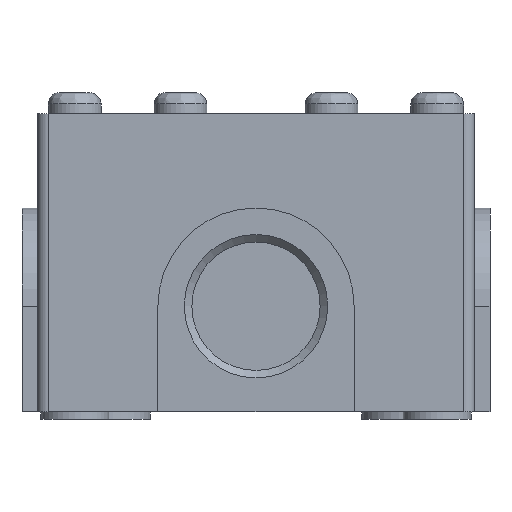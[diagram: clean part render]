
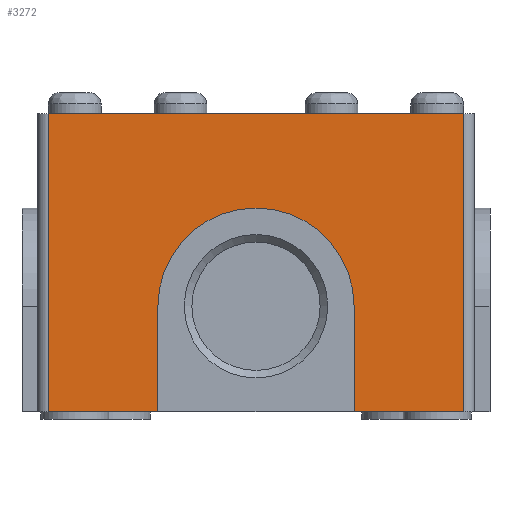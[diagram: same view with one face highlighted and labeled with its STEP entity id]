
A CAD part, front view. The second image highlights one B-rep face of the part: STEP entity #3272.
In plain terms, the highlighted planar face has unit normal (0, -1, 0).
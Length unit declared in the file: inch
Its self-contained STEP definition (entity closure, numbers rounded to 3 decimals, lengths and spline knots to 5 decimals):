
#90 = VECTOR ( 'NONE', #2590, 39.37008 ) ;
#140 = CARTESIAN_POINT ( 'NONE',  ( 1.14173, -2.5, 0.03937 ) ) ;
#145 = LINE ( 'NONE', #3520, #1119 ) ;
#196 = DIRECTION ( 'NONE',  ( -1., 0., 0. ) ) ;
#329 = VERTEX_POINT ( 'NONE', #722 ) ;
#550 = CARTESIAN_POINT ( 'NONE',  ( -0.51181, -2.5, 0.59055 ) ) ;
#708 = EDGE_CURVE ( 'NONE', #5147, #3440, #5523, .T. ) ;
#722 = CARTESIAN_POINT ( 'NONE',  ( 1.08268, -2.5, 1.59449 ) ) ;
#824 = DIRECTION ( 'NONE',  ( 0., 0., 1. ) ) ;
#886 = ORIENTED_EDGE ( 'NONE', *, *, #4753, .T. ) ;
#892 = EDGE_CURVE ( 'NONE', #2532, #4501, #4138, .T. ) ;
#1119 = VECTOR ( 'NONE', #196, 39.37008 ) ;
#1258 = DIRECTION ( 'NONE',  ( -1., 0., 0. ) ) ;
#1285 = CARTESIAN_POINT ( 'NONE',  ( -1.08268, -2.5, 0.03937 ) ) ;
#1419 = EDGE_CURVE ( 'NONE', #329, #3440, #2111, .T. ) ;
#1496 = CARTESIAN_POINT ( 'NONE',  ( -1.08268, -2.5, 1.59449 ) ) ;
#1594 = ORIENTED_EDGE ( 'NONE', *, *, #892, .T. ) ;
#1620 = CARTESIAN_POINT ( 'NONE',  ( 0.51181, -2.5, 0.59055 ) ) ;
#1687 = EDGE_CURVE ( 'NONE', #2724, #329, #3648, .T. ) ;
#1772 = AXIS2_PLACEMENT_3D ( 'NONE', #3479, #3944, #1808 ) ;
#1808 = DIRECTION ( 'NONE',  ( -1., 0., 0. ) ) ;
#1906 = CARTESIAN_POINT ( 'NONE',  ( 1.08268, -2.5, 0.03937 ) ) ;
#1962 = ORIENTED_EDGE ( 'NONE', *, *, #5438, .F. ) ;
#2111 = LINE ( 'NONE', #5465, #2321 ) ;
#2151 = EDGE_CURVE ( 'NONE', #3706, #2532, #4459, .T. ) ;
#2260 = CARTESIAN_POINT ( 'NONE',  ( 1.08268, -2.5, 0.03937 ) ) ;
#2293 = AXIS2_PLACEMENT_3D ( 'NONE', #4121, #5309, #3649 ) ;
#2321 = VECTOR ( 'NONE', #1258, 39.37008 ) ;
#2325 = VECTOR ( 'NONE', #4922, 39.37008 ) ;
#2494 = DIRECTION ( 'NONE',  ( 0., 0., -1. ) ) ;
#2517 = CARTESIAN_POINT ( 'NONE',  ( -0.51181, -2.5, 0.03937 ) ) ;
#2532 = VERTEX_POINT ( 'NONE', #1620 ) ;
#2565 = VECTOR ( 'NONE', #4822, 39.37008 ) ;
#2590 = DIRECTION ( 'NONE',  ( 0., 0., 1. ) ) ;
#2716 = EDGE_LOOP ( 'NONE', ( #4152, #1962, #886, #4940, #1594, #4142, #5291, #5393 ) ) ;
#2724 = VERTEX_POINT ( 'NONE', #2260 ) ;
#2844 = PLANE ( 'NONE',  #2293 ) ;
#2910 = CARTESIAN_POINT ( 'NONE',  ( -0.51181, -2.5, 0.03937 ) ) ;
#2962 = CARTESIAN_POINT ( 'NONE',  ( 0.51181, -2.5, 0.03937 ) ) ;
#3052 = CARTESIAN_POINT ( 'NONE',  ( 0.51181, -2.5, 0.03937 ) ) ;
#3202 = CARTESIAN_POINT ( 'NONE',  ( -1.08268, -2.5, 0.03937 ) ) ;
#3272 = ADVANCED_FACE ( 'NONE', ( #5426 ), #2844, .T. ) ;
#3398 = VERTEX_POINT ( 'NONE', #2910 ) ;
#3429 = LINE ( 'NONE', #2517, #5472 ) ;
#3440 = VERTEX_POINT ( 'NONE', #1496 ) ;
#3479 = CARTESIAN_POINT ( 'NONE',  ( 0., -2.5, 0.59055 ) ) ;
#3520 = CARTESIAN_POINT ( 'NONE',  ( 1.14173, -2.5, 0.03937 ) ) ;
#3648 = LINE ( 'NONE', #1906, #2325 ) ;
#3649 = DIRECTION ( 'NONE',  ( -1., 0., 0. ) ) ;
#3706 = VERTEX_POINT ( 'NONE', #550 ) ;
#3944 = DIRECTION ( 'NONE',  ( 0., 1., 0. ) ) ;
#4118 = VECTOR ( 'NONE', #2494, 39.37008 ) ;
#4121 = CARTESIAN_POINT ( 'NONE',  ( 1.14173, -2.5, 0.03937 ) ) ;
#4138 = LINE ( 'NONE', #2962, #4118 ) ;
#4142 = ORIENTED_EDGE ( 'NONE', *, *, #5018, .F. ) ;
#4152 = ORIENTED_EDGE ( 'NONE', *, *, #708, .F. ) ;
#4459 = CIRCLE ( 'NONE', #1772, 0.51181 ) ;
#4501 = VERTEX_POINT ( 'NONE', #3052 ) ;
#4753 = EDGE_CURVE ( 'NONE', #3398, #3706, #3429, .T. ) ;
#4822 = DIRECTION ( 'NONE',  ( -1., 0., 0. ) ) ;
#4922 = DIRECTION ( 'NONE',  ( 0., 0., 1. ) ) ;
#4940 = ORIENTED_EDGE ( 'NONE', *, *, #2151, .T. ) ;
#5018 = EDGE_CURVE ( 'NONE', #2724, #4501, #145, .T. ) ;
#5147 = VERTEX_POINT ( 'NONE', #3202 ) ;
#5179 = LINE ( 'NONE', #140, #2565 ) ;
#5291 = ORIENTED_EDGE ( 'NONE', *, *, #1687, .T. ) ;
#5309 = DIRECTION ( 'NONE',  ( 0., -1., 0. ) ) ;
#5393 = ORIENTED_EDGE ( 'NONE', *, *, #1419, .T. ) ;
#5426 = FACE_OUTER_BOUND ( 'NONE', #2716, .T. ) ;
#5438 = EDGE_CURVE ( 'NONE', #3398, #5147, #5179, .T. ) ;
#5465 = CARTESIAN_POINT ( 'NONE',  ( 1.14173, -2.5, 1.59449 ) ) ;
#5472 = VECTOR ( 'NONE', #824, 39.37008 ) ;
#5523 = LINE ( 'NONE', #1285, #90 ) ;
